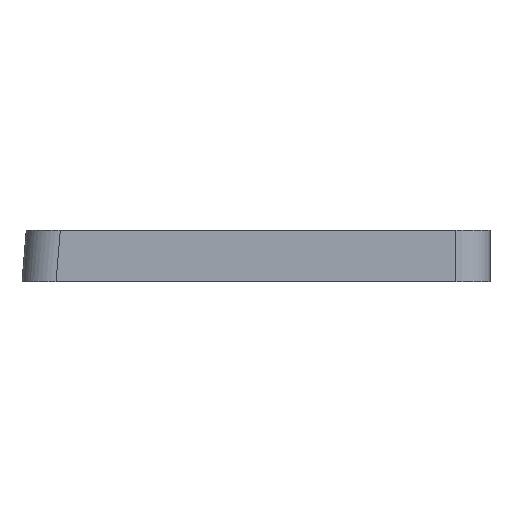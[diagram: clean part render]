
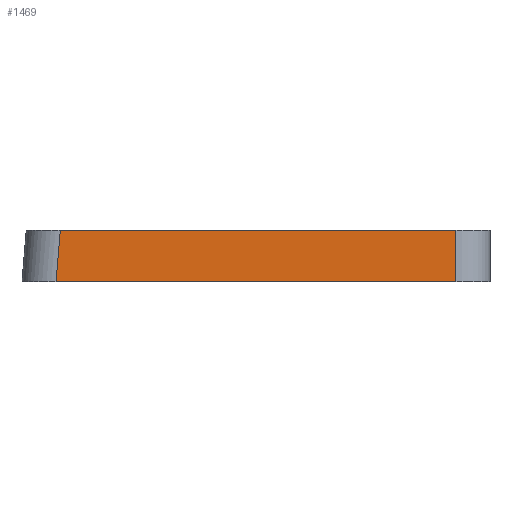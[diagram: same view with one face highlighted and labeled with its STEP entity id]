
A CAD part, front view. The second image highlights one B-rep face of the part: STEP entity #1469.
In plain terms, the highlighted planar face has unit normal (0, -1, 0).
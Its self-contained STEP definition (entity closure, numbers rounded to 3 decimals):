
#95=FACE_OUTER_BOUND('',#188,.T.);
#188=EDGE_LOOP('',(#1138,#1139,#1140,#1141));
#322=LINE('',#2227,#505);
#364=LINE('',#2317,#547);
#366=LINE('',#2321,#549);
#367=LINE('',#2322,#550);
#505=VECTOR('',#1789,10.);
#547=VECTOR('',#1839,10.);
#549=VECTOR('',#1843,10.);
#550=VECTOR('',#1844,10.);
#696=VERTEX_POINT('',#2224);
#697=VERTEX_POINT('',#2226);
#741=VERTEX_POINT('',#2315);
#742=VERTEX_POINT('',#2320);
#851=EDGE_CURVE('',#696,#697,#322,.T.);
#896=EDGE_CURVE('',#741,#696,#364,.T.);
#898=EDGE_CURVE('',#742,#741,#366,.T.);
#899=EDGE_CURVE('',#697,#742,#367,.T.);
#1138=ORIENTED_EDGE('',*,*,#896,.F.);
#1139=ORIENTED_EDGE('',*,*,#898,.F.);
#1140=ORIENTED_EDGE('',*,*,#899,.F.);
#1141=ORIENTED_EDGE('',*,*,#851,.F.);
#1403=PLANE('',#1579);
#1469=ADVANCED_FACE('',(#95),#1403,.T.);
#1579=AXIS2_PLACEMENT_3D('',#2319,#1841,#1842);
#1789=DIRECTION('',(1.,0.,0.));
#1839=DIRECTION('',(0.081,0.,0.997));
#1841=DIRECTION('center_axis',(0.,-1.,0.));
#1842=DIRECTION('ref_axis',(-1.,0.,0.));
#1843=DIRECTION('',(-1.,0.,0.));
#1844=DIRECTION('',(0.,0.,-1.));
#2224=CARTESIAN_POINT('',(80.362,-31.954,9.));
#2226=CARTESIAN_POINT('',(150.196,-31.954,9.));
#2227=CARTESIAN_POINT('',(84.246,-31.954,9.));
#2315=CARTESIAN_POINT('',(79.627,-31.954,0.));
#2317=CARTESIAN_POINT('',(80.53,-31.954,11.054));
#2319=CARTESIAN_POINT('Origin',(156.196,-31.954,9.));
#2320=CARTESIAN_POINT('',(150.196,-31.954,0.));
#2321=CARTESIAN_POINT('',(138.208,-31.954,0.));
#2322=CARTESIAN_POINT('',(150.196,-31.954,9.));
